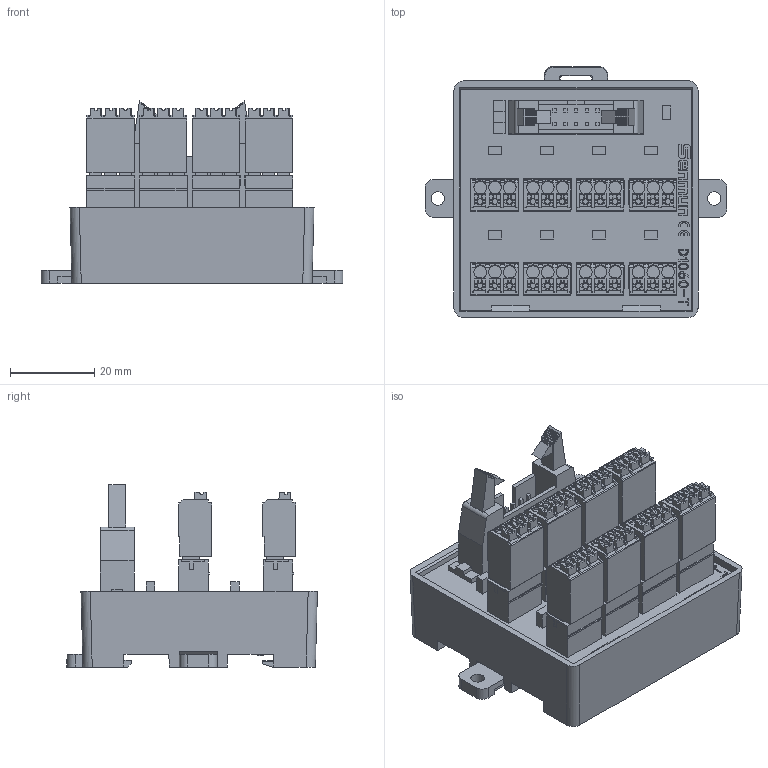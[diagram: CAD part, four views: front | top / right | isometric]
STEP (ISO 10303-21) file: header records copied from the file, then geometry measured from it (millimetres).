
FILE_DESCRIPTION(/* description */ (''),/* implementation_level */ '2;1');
FILE_NAME(/* name */ '',/* time_stamp */ '2025-07-29T16:09:26+08:00',/* author */ (''),/* organization */ (''),/* preprocessor_version */ 'ST-DEVELOPER v14',/* originating_system */ 'SIEMENS PLM Software NX 8.0',/* authorisation */ '');
FILE_SCHEMA (('AP203_CONFIGURATION_CONTROLLED_3D_DESIGN_OF_MECHANICAL_PARTS_AND_ASSEMBLIES_MIM_LF { 1 0 10303 403 2 1 2}'));
Products named in the file (1): DELL1C9868034zvx
Bounding box: 71.6 x 59.51 x 43.25 mm (x, y, z)
Volume: 65582.5 mm3; surface area: 30805.8 mm2
Topology: 3 solids, 30 shells, 2824 faces, 7984 edges, 5338 vertices
Faces by surface type: plane 2413, cylinder 283, cone 116, extrusion 10, bspline 2
Full cylindrical faces by diameter (mm): 3.2 x2
Entity records: 91946 total; most frequent: CARTESIAN_POINT 17475, ORIENTED_EDGE 15954, DIRECTION 14673, EDGE_CURVE 7977, VECTOR 6639, LINE 6629, VERTEX_POINT 5338, AXIS2_PLACEMENT_3D 4017
